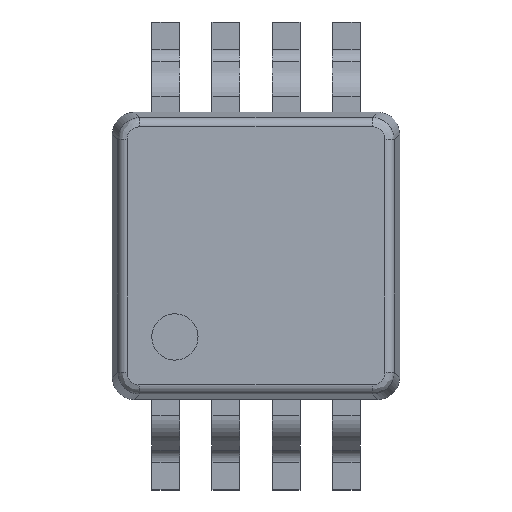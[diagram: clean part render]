
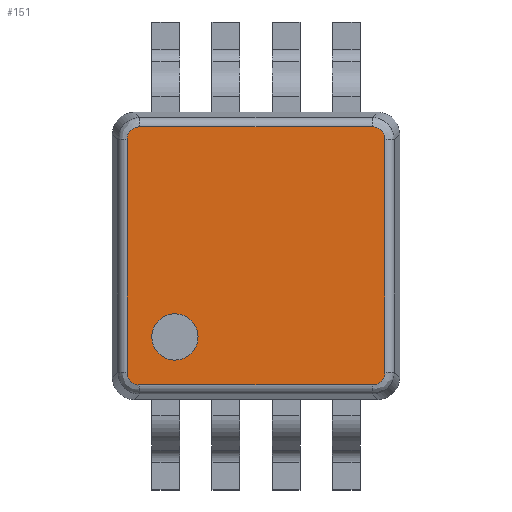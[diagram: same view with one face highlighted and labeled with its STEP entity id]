
A CAD part, top view. The second image highlights one B-rep face of the part: STEP entity #151.
In plain terms, the highlighted planar face has unit normal (0, 0, 1).
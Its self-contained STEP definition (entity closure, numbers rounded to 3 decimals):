
#151=ADVANCED_FACE('',(#1708,#1710),#1712,.T.);
#1708=FACE_BOUND('',#1709,.T.);
#1709=EDGE_LOOP('',(#3031,#3032,#3033,#3034,#3035,#3036,#3037,#3038));
#1710=FACE_BOUND('',#1711,.T.);
#1711=EDGE_LOOP('',(#3039));
#1712=PLANE('',#1713);
#1713=AXIS2_PLACEMENT_3D('',#1714,#1715,#1716);
#1714=CARTESIAN_POINT('',(0.,0.,1.05));
#1715=DIRECTION('',(0.,0.,1.));
#1716=DIRECTION('',(1.,0.,0.));
#3031=ORIENTED_EDGE('',*,*,#3903,.T.);
#3032=ORIENTED_EDGE('',*,*,#3904,.F.);
#3033=ORIENTED_EDGE('',*,*,#3905,.T.);
#3034=ORIENTED_EDGE('',*,*,#3906,.F.);
#3035=ORIENTED_EDGE('',*,*,#3907,.T.);
#3036=ORIENTED_EDGE('',*,*,#3908,.F.);
#3037=ORIENTED_EDGE('',*,*,#3909,.T.);
#3038=ORIENTED_EDGE('',*,*,#3910,.F.);
#3039=ORIENTED_EDGE('',*,*,#3911,.T.);
#3903=EDGE_CURVE('',#4357,#4358,#4359,.T.);
#3904=EDGE_CURVE('',#4360,#4358,#4361,.F.);
#3905=EDGE_CURVE('',#4360,#4362,#4363,.T.);
#3906=EDGE_CURVE('',#4364,#4362,#4365,.F.);
#3907=EDGE_CURVE('',#4364,#4366,#4367,.T.);
#3908=EDGE_CURVE('',#4368,#4366,#4369,.F.);
#3909=EDGE_CURVE('',#4368,#4370,#4371,.T.);
#3910=EDGE_CURVE('',#4357,#4370,#4372,.F.);
#3911=EDGE_CURVE('',#4373,#4373,#4374,.F.);
#4357=VERTEX_POINT('',#5173);
#4358=VERTEX_POINT('',#5174);
#4359=LINE('',#5175,#5176);
#4360=VERTEX_POINT('',#5178);
#4361=(BOUNDED_CURVE()B_SPLINE_CURVE(3,
(#5179,#5180,#5181,#5182),
.UNSPECIFIED.,.F.,.F.)B_SPLINE_CURVE_WITH_KNOTS((4,4),
(0.,1.),
.UNSPECIFIED.)CURVE()GEOMETRIC_REPRESENTATION_ITEM()RATIONAL_B_SPLINE_CURVE((1.,
0.812,0.812,1.))REPRESENTATION_ITEM(''));
#4362=VERTEX_POINT('',#5183);
#4363=LINE('',#5184,#5185);
#4364=VERTEX_POINT('',#5187);
#4365=(BOUNDED_CURVE()B_SPLINE_CURVE(3,
(#5188,#5189,#5190,#5191),
.UNSPECIFIED.,.F.,.F.)B_SPLINE_CURVE_WITH_KNOTS((4,4),
(0.,1.),
.UNSPECIFIED.)CURVE()GEOMETRIC_REPRESENTATION_ITEM()RATIONAL_B_SPLINE_CURVE((1.,
0.812,0.812,1.))REPRESENTATION_ITEM(''));
#4366=VERTEX_POINT('',#5192);
#4367=LINE('',#5193,#5194);
#4368=VERTEX_POINT('',#5196);
#4369=(BOUNDED_CURVE()B_SPLINE_CURVE(3,
(#5197,#5198,#5199,#5200),
.UNSPECIFIED.,.F.,.F.)B_SPLINE_CURVE_WITH_KNOTS((4,4),
(0.,1.),
.UNSPECIFIED.)CURVE()GEOMETRIC_REPRESENTATION_ITEM()RATIONAL_B_SPLINE_CURVE((1.,
0.812,0.812,1.))REPRESENTATION_ITEM(''));
#4370=VERTEX_POINT('',#5201);
#4371=LINE('',#5202,#5203);
#4372=(BOUNDED_CURVE()B_SPLINE_CURVE(3,
(#5205,#5206,#5207,#5208),
.UNSPECIFIED.,.F.,.F.)B_SPLINE_CURVE_WITH_KNOTS((4,4),
(0.,1.),
.UNSPECIFIED.)CURVE()GEOMETRIC_REPRESENTATION_ITEM()RATIONAL_B_SPLINE_CURVE((1.,
0.812,0.812,1.))REPRESENTATION_ITEM(''));
#4373=VERTEX_POINT('',#5209);
#4374=CIRCLE('',#5210,0.25);
#5173=CARTESIAN_POINT('',(1.257,1.392,1.05));
#5174=CARTESIAN_POINT('',(-1.257,1.392,1.05));
#5175=CARTESIAN_POINT('',(1.257,1.392,1.05));
#5176=VECTOR('',#5177,1.);
#5177=DIRECTION('',(-1.,0.,0.));
#5178=CARTESIAN_POINT('',(-1.392,1.257,1.05));
#5179=CARTESIAN_POINT('',(-1.257,1.392,1.05));
#5180=CARTESIAN_POINT('',(-1.336,1.392,1.05));
#5181=CARTESIAN_POINT('',(-1.392,1.336,1.05));
#5182=CARTESIAN_POINT('',(-1.392,1.257,1.05));
#5183=CARTESIAN_POINT('',(-1.392,-1.257,1.05));
#5184=CARTESIAN_POINT('',(-1.392,1.257,1.05));
#5185=VECTOR('',#5186,1.);
#5186=DIRECTION('',(0.,-1.,0.));
#5187=CARTESIAN_POINT('',(-1.257,-1.392,1.05));
#5188=CARTESIAN_POINT('',(-1.392,-1.257,1.05));
#5189=CARTESIAN_POINT('',(-1.392,-1.336,1.05));
#5190=CARTESIAN_POINT('',(-1.336,-1.392,1.05));
#5191=CARTESIAN_POINT('',(-1.257,-1.392,1.05));
#5192=CARTESIAN_POINT('',(1.257,-1.392,1.05));
#5193=CARTESIAN_POINT('',(-1.257,-1.392,1.05));
#5194=VECTOR('',#5195,1.);
#5195=DIRECTION('',(1.,0.,0.));
#5196=CARTESIAN_POINT('',(1.392,-1.257,1.05));
#5197=CARTESIAN_POINT('',(1.257,-1.392,1.05));
#5198=CARTESIAN_POINT('',(1.336,-1.392,1.05));
#5199=CARTESIAN_POINT('',(1.392,-1.336,1.05));
#5200=CARTESIAN_POINT('',(1.392,-1.257,1.05));
#5201=CARTESIAN_POINT('',(1.392,1.257,1.05));
#5202=CARTESIAN_POINT('',(1.392,-1.257,1.05));
#5203=VECTOR('',#5204,1.);
#5204=DIRECTION('',(0.,1.,0.));
#5205=CARTESIAN_POINT('',(1.392,1.257,1.05));
#5206=CARTESIAN_POINT('',(1.392,1.336,1.05));
#5207=CARTESIAN_POINT('',(1.336,1.392,1.05));
#5208=CARTESIAN_POINT('',(1.257,1.392,1.05));
#5209=CARTESIAN_POINT('',(-0.625,-0.875,1.05));
#5210=AXIS2_PLACEMENT_3D('',#5211,#5212,#5213);
#5211=CARTESIAN_POINT('',(-0.875,-0.875,1.05));
#5212=DIRECTION('',(0.,0.,1.));
#5213=DIRECTION('',(1.,0.,0.));
